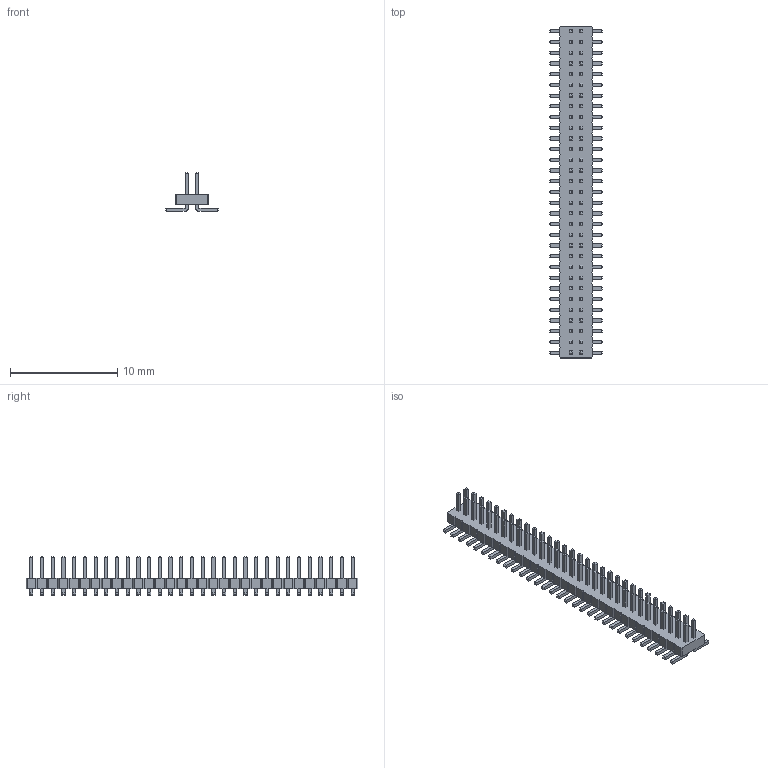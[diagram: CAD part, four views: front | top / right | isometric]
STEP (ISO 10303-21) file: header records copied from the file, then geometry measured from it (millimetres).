
FILE_DESCRIPTION(/* description */ ('model of PinHeader_2x31_P1.00mm_Vertical_SMD'),/* implementation_level */ '2;1');
FILE_NAME(/* name */ 'PinHeader_2x31_P1.00mm_Vertical_SMD.step',/* time_stamp */ '2018-01-24T12:27:35',/* author */ ('kicad StepUp','ksu'),/* organization */ ('FreeCAD'),/* preprocessor_version */ 'OCC',/* originating_system */ 'kicad StepUp',/* authorisation */ '');
FILE_SCHEMA(('AUTOMOTIVE_DESIGN { 1 0 10303 214 1 1 1 1 }'));
Length unit declared in the file: millimetre
Products named in the file (2): PinHeader_2x31_P100mm_Vertical_SMD; Shape0_808451148742
Bounding box: 4.9 x 31 x 3.6 mm (x, y, z)
Volume: 124.9 mm3; surface area: 664.3 mm2
Topology: 63 solids, 63 shells, 1244 faces, 2858 edges, 1740 vertices
Faces by surface type: plane 1182, cylinder 62
Entity records: 22074 total; most frequent: ORIENTED_EDGE 4350, CARTESIAN_POINT 3665, EDGE_CURVE 2858, LINE 2734, VERTEX_POINT 1740, AXIS2_PLACEMENT_3D 1338, ADVANCED_FACE 1244, FACE_BOUND 1244
